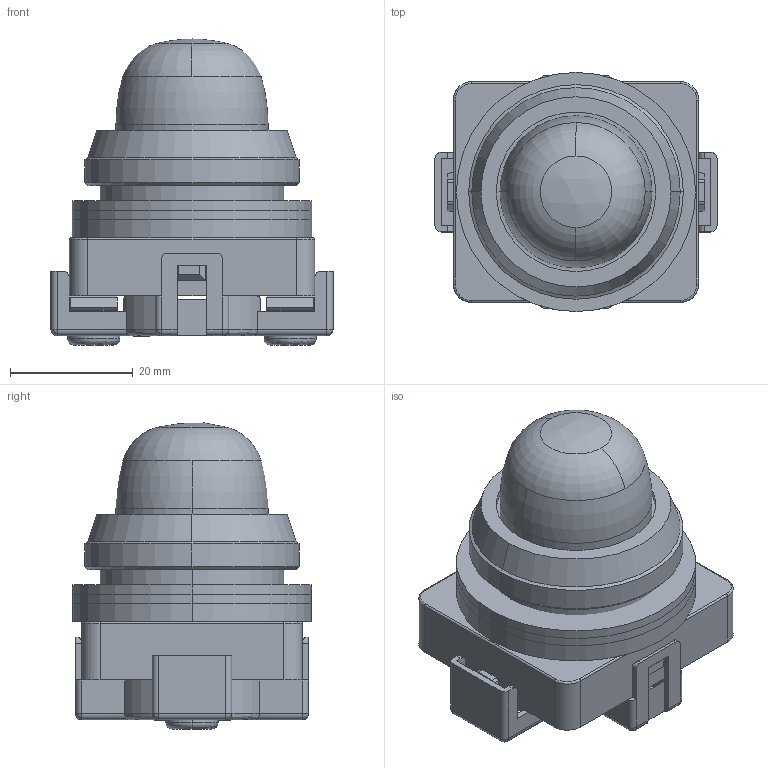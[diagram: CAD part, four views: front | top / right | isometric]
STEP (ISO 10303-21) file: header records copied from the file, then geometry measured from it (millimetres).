
FILE_DESCRIPTION (( 'STEP AP203' ), '1' );
FILE_NAME ('OUTSIDE-APN1nnDN.STEP', '2017-03-14T07:24:40', ( '' ), ( '' ), 'SwSTEP 2.0', 'SolidWorks 2014', '' );
FILE_SCHEMA (( 'CONFIG_CONTROL_DESIGN' ));
Length unit declared in the file: millimetre
Products named in the file (6): OUTSIDE-OW-11; OUTSIDE-OG-11; OUTSIDE-APN-PVL; OUTSIDE-OW-12; OUTSIDE-APN1nnDN; OUTSIDE-APN本体_ダイレクト用
Assembly tree (6 placements, depth 2):
  OUTSIDE-APN1nnDN
    OUTSIDE-APN本体_ダイレクト用
    OUTSIDE-OW-12
    OUTSIDE-OW-11  x2
    OUTSIDE-OG-11
    OUTSIDE-APN-PVL
Bounding box: 46 x 39 x 49.91 mm (x, y, z)
Volume: 43119.9 mm3; surface area: 19564.7 mm2
Topology: 7 solids, 7 shells, 365 faces, 942 edges, 596 vertices
Faces by surface type: plane 204, cylinder 104, bspline 32, torus 12, cone 10, sphere 3
Entity records: 12798 total; most frequent: CARTESIAN_POINT 3486, ORIENTED_EDGE 1844, DIRECTION 1734, EDGE_CURVE 922, VECTOR 638, LINE 638, VERTEX_POINT 588, AXIS2_PLACEMENT_3D 548
